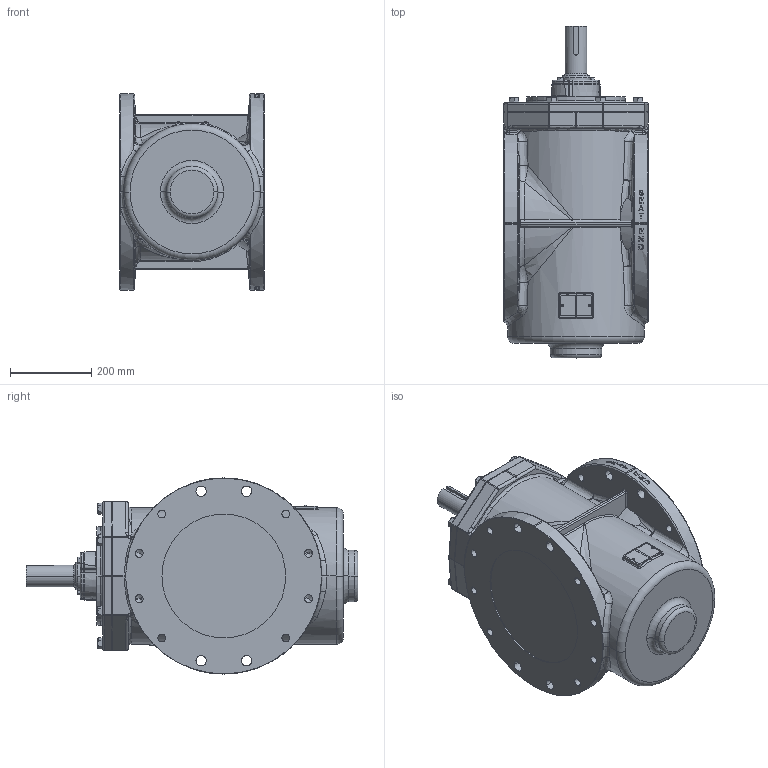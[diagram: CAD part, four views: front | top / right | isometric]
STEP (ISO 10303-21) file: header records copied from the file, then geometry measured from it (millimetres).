
FILE_DESCRIPTION((''),'2;1');
FILE_NAME('5612F_BARESTEM_ASM','2023-09-28T11:14:44',('tbuffington'),(''),'CREO PARAMETRIC BY PTC INC, 2023072','CREO PARAMETRIC BY PTC INC, 2023072','');
FILE_SCHEMA(('AUTOMOTIVE_DESIGN { 1 0 10303 214 1 1 1 1 }'));
Length unit declared in the file: inch
Products named in the file (17): 5612F-2; 5812R-6; 5812R-21_; 5812R-22; 5612F-3-MPR; 5612F-3-R; 5612F-3_ASM; OR278; 5812R-7; 5812R-18; HH055; 5810R-29; R5803-57; P22-51; HH156; 5612F-1_SW0001; 5612F_BARESTEM_ASM
Assembly tree (31 placements, depth 3):
  5612F_BARESTEM_ASM
    5612F-2
    5812R-6  x2
    5812R-21_  x2
    5812R-22  x2
    5612F-3_ASM
      5612F-3-MPR
      5612F-3-R
    OR278
    5812R-7
    5812R-18
    HH055  x2
    5810R-29  x4
    R5803-57
    P22-51  x2
    HH156  x8
    5612F-1_SW0001
Bounding box: 355.6 x 817.18 x 482.58 mm (x, y, z)
Volume: 72705698.7 mm3; surface area: 2732284.6 mm2
Topology: 30 solids, 30 shells, 1792 faces, 4364 edges, 2672 vertices
Faces by surface type: plane 675, cylinder 413, bspline 401, cone 161, torus 112, sphere 28, extrusion 2
Entity records: 72258 total; most frequent: CARTESIAN_POINT 33869, ORIENTED_EDGE 7632, DIRECTION 6285, EDGE_CURVE 3816, AXIS2_PLACEMENT_3D 2517, VERTEX_POINT 2361, EDGE_LOOP 1727, FACE_OUTER_BOUND 1570
